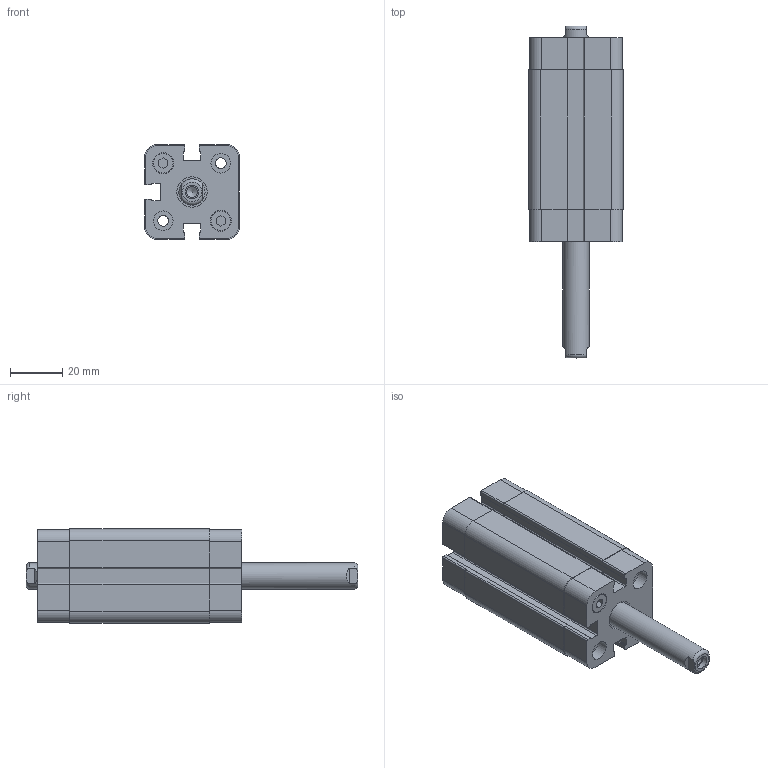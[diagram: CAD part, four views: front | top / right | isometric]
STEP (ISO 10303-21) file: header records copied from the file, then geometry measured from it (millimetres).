
FILE_DESCRIPTION((''),'2;1');
FILE_NAME('ADMP020.040.GS.F.stp','2011-07-29T09:06:34',('Administrator'),(''),'Autodesk Inventor 2012','Autodesk Inventor 2012','');
FILE_SCHEMA(('AUTOMOTIVE_DESIGN { 1 0 10303 214 1 1 1 1 }'));
Length unit declared in the file: millimetre
Products named in the file (1): ADMP020.040.GS.F
Bounding box: 36.1 x 127 x 36.1 mm (x, y, z)
Volume: 90744.3 mm3; surface area: 21424.9 mm2
Topology: 1 solids, 1 shells, 206 faces, 539 edges, 359 vertices
Faces by surface type: plane 118, cylinder 84, cone 2, torus 2
Full cylindrical faces by diameter (mm): 4.134 x6, 5.25 x2, 7.5 x8, 8 x4, 10 x2, 11.6 x2
Entity records: 6475 total; most frequent: CARTESIAN_POINT 1131, DIRECTION 1090, ORIENTED_EDGE 1008, EDGE_CURVE 504, AXIS2_PLACEMENT_3D 383, VERTEX_POINT 352, VECTOR 324, LINE 324
